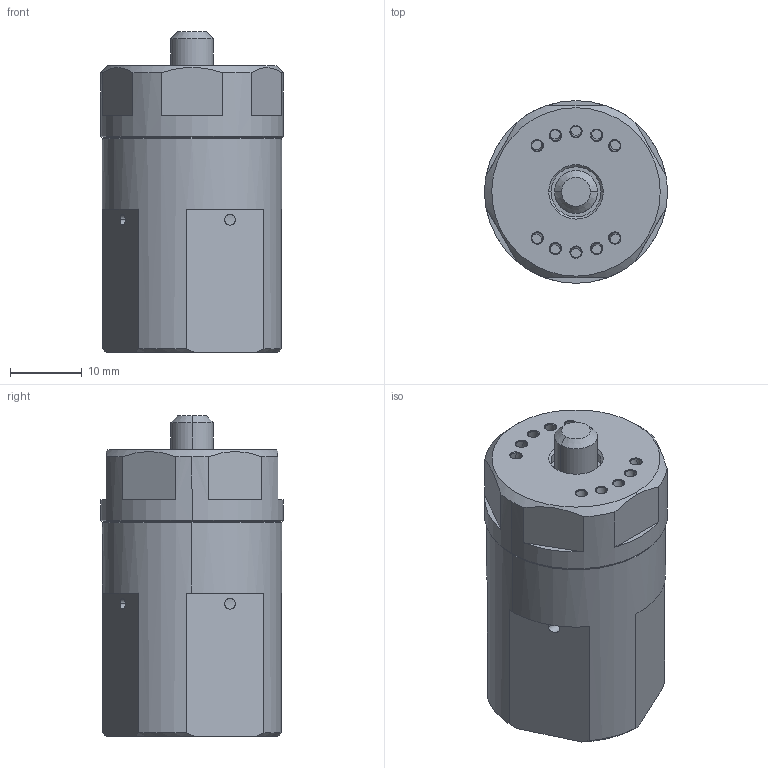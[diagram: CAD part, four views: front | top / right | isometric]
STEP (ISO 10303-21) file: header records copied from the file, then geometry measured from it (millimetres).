
FILE_DESCRIPTION(('STEP AP203'),'1');
FILE_NAME('Blue 131 - 3D.stp','2016-06-18T10:10:29',(' '),(' '),'Spatial InterOp 3D',' ',' ');
FILE_SCHEMA(('CONFIG_CONTROL_DESIGN'));
Length unit declared in the file: millimetre
Products named in the file (2): Blue 131 - 3D; blue cover
Assembly tree (1 placements, depth 2):
  Blue 131 - 3D
    blue cover
Bounding box: 25.5 x 25.5 x 44.76 mm (x, y, z)
Volume: 18686.7 mm3; surface area: 4547.7 mm2
Topology: 1 solids, 2 shells, 119 faces, 300 edges, 202 vertices
Faces by surface type: cylinder 44, plane 37, bspline 20, cone 14, torus 4
Entity records: 5248 total; most frequent: CARTESIAN_POINT 2259, DIRECTION 630, ORIENTED_EDGE 600, EDGE_CURVE 300, AXIS2_PLACEMENT_3D 273, VERTEX_POINT 202, EDGE_LOOP 138, ADVANCED_FACE 119
